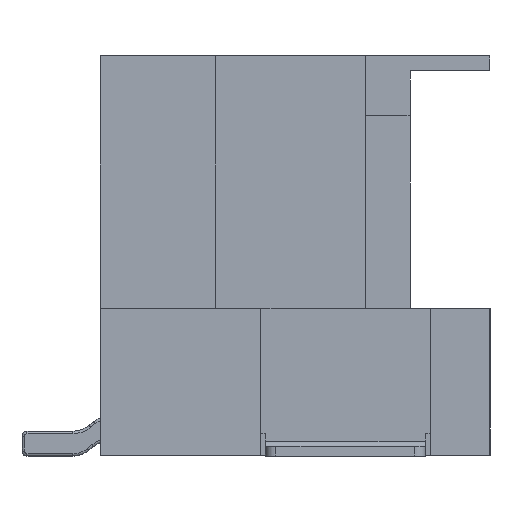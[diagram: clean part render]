
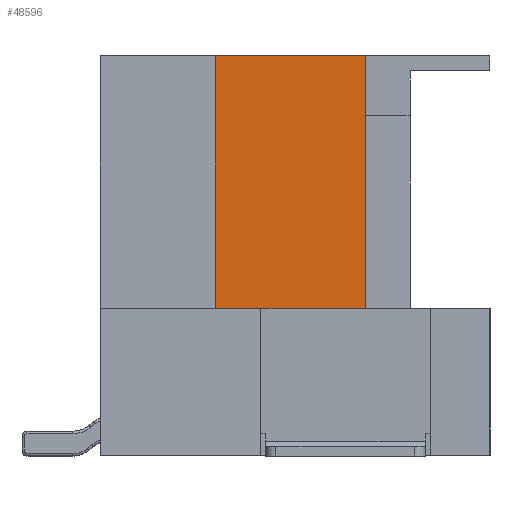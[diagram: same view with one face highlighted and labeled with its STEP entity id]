
A CAD part, left-side view. The second image highlights one B-rep face of the part: STEP entity #48596.
In plain terms, the highlighted planar face has unit normal (-1, 0, 0).
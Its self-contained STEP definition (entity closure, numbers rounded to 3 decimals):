
#1622 = CARTESIAN_POINT ( 'NONE',  ( -2.85, 0.345, 2.96 ) ) ;
#5708 = ORIENTED_EDGE ( 'NONE', *, *, #6982, .T. ) ;
#6421 = VERTEX_POINT ( 'NONE', #28241 ) ;
#6982 = EDGE_CURVE ( 'NONE', #21853, #6421, #51867, .T. ) ;
#12437 = EDGE_LOOP ( 'NONE', ( #5708, #54673, #63985, #38701, #40832 ) ) ;
#14052 = LINE ( 'NONE', #29955, #68331 ) ;
#14550 = DIRECTION ( 'NONE',  ( 0., 0., 1. ) ) ;
#14816 = CARTESIAN_POINT ( 'NONE',  ( -2.85, -2.4, 8.01 ) ) ;
#14883 = DIRECTION ( 'NONE',  ( 0., 1., 0. ) ) ;
#16700 = EDGE_CURVE ( 'NONE', #49882, #21853, #25287, .T. ) ;
#18477 = EDGE_CURVE ( 'NONE', #49882, #34121, #61758, .T. ) ;
#19056 = CARTESIAN_POINT ( 'NONE',  ( -2.85, 0.6, 8.01 ) ) ;
#20538 = CARTESIAN_POINT ( 'NONE',  ( -2.85, 0.6, 2.96 ) ) ;
#21853 = VERTEX_POINT ( 'NONE', #14816 ) ;
#24518 = PLANE ( 'NONE',  #60814 ) ;
#24855 = FACE_OUTER_BOUND ( 'NONE', #12437, .T. ) ;
#25287 = LINE ( 'NONE', #66846, #44541 ) ;
#28241 = CARTESIAN_POINT ( 'NONE',  ( -2.85, 0.6, 8.01 ) ) ;
#29381 = LINE ( 'NONE', #44244, #44073 ) ;
#29955 = CARTESIAN_POINT ( 'NONE',  ( -2.85, 0.6, 2.96 ) ) ;
#30342 = CARTESIAN_POINT ( 'NONE',  ( -2.85, 0.6, 2.96 ) ) ;
#33098 = CARTESIAN_POINT ( 'NONE',  ( -2.85, 0.6, 2.96 ) ) ;
#34121 = VERTEX_POINT ( 'NONE', #1622 ) ;
#35806 = DIRECTION ( 'NONE',  ( 0., 1., 0. ) ) ;
#38701 = ORIENTED_EDGE ( 'NONE', *, *, #18477, .F. ) ;
#40832 = ORIENTED_EDGE ( 'NONE', *, *, #16700, .T. ) ;
#41452 = DIRECTION ( 'NONE',  ( 1., 0., 0. ) ) ;
#44073 = VECTOR ( 'NONE', #49091, 1000. ) ;
#44244 = CARTESIAN_POINT ( 'NONE',  ( -2.85, 0.6, 2.96 ) ) ;
#44541 = VECTOR ( 'NONE', #14550, 1000. ) ;
#48596 = ADVANCED_FACE ( 'NONE', ( #24855 ), #24518, .F. ) ;
#48835 = VERTEX_POINT ( 'NONE', #33098 ) ;
#49091 = DIRECTION ( 'NONE',  ( 0., 1., 0. ) ) ;
#49882 = VERTEX_POINT ( 'NONE', #65225 ) ;
#51867 = LINE ( 'NONE', #19056, #53180 ) ;
#53180 = VECTOR ( 'NONE', #14883, 1000. ) ;
#53604 = VECTOR ( 'NONE', #35806, 1000. ) ;
#54673 = ORIENTED_EDGE ( 'NONE', *, *, #63391, .F. ) ;
#60814 = AXIS2_PLACEMENT_3D ( 'NONE', #30342, #41452, #67765 ) ;
#61758 = LINE ( 'NONE', #20538, #53604 ) ;
#63391 = EDGE_CURVE ( 'NONE', #48835, #6421, #14052, .T. ) ;
#63842 = EDGE_CURVE ( 'NONE', #34121, #48835, #29381, .T. ) ;
#63985 = ORIENTED_EDGE ( 'NONE', *, *, #63842, .F. ) ;
#65225 = CARTESIAN_POINT ( 'NONE',  ( -2.85, -2.4, 2.96 ) ) ;
#66846 = CARTESIAN_POINT ( 'NONE',  ( -2.85, -2.4, 2.96 ) ) ;
#67355 = DIRECTION ( 'NONE',  ( 0., 0., 1. ) ) ;
#67765 = DIRECTION ( 'NONE',  ( 0., 1., 0. ) ) ;
#68331 = VECTOR ( 'NONE', #67355, 1000. ) ;
